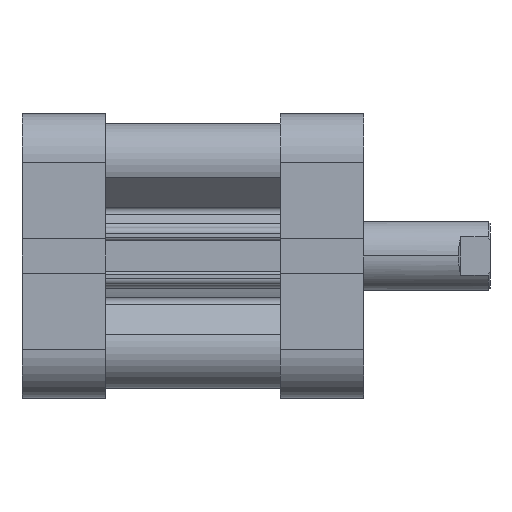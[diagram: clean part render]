
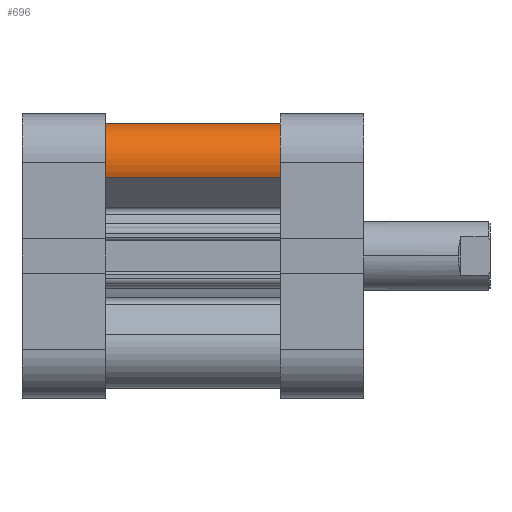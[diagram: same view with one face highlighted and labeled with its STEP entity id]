
A CAD part, front view. The second image highlights one B-rep face of the part: STEP entity #696.
In plain terms, the highlighted cylindrical face has radius 6.75 mm (diameter 13.5 mm), a partial arc.
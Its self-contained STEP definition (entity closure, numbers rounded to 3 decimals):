
#41 = EDGE_LOOP ( 'NONE', ( #1671, #1670, #1669, #1668 ) ) ;
#696 = ADVANCED_FACE ( 'NONE', ( #4005 ), #4008, .T. ) ;
#1668 = ORIENTED_EDGE ( 'NONE', *, *, #8300, .F. ) ;
#1669 = ORIENTED_EDGE ( 'NONE', *, *, #8305, .T. ) ;
#1670 = ORIENTED_EDGE ( 'NONE', *, *, #8285, .T. ) ;
#1671 = ORIENTED_EDGE ( 'NONE', *, *, #8291, .F. ) ;
#3048 = DIRECTION ( 'NONE',  ( -1., 0., 0. ) ) ;
#3049 = DIRECTION ( 'NONE',  ( 0., 0., -1. ) ) ;
#3050 = CARTESIAN_POINT ( 'NONE',  ( -16.25, -16.25, 30.5 ) ) ;
#4005 = FACE_OUTER_BOUND ( 'NONE', #41, .T. ) ;
#4008 = CYLINDRICAL_SURFACE ( 'NONE', #7369, 6.75 ) ;
#6359 = AXIS2_PLACEMENT_3D ( 'NONE', #9777, #9778, #9779 ) ;
#6365 = AXIS2_PLACEMENT_3D ( 'NONE', #9810, #9813, #9814 ) ;
#7369 = AXIS2_PLACEMENT_3D ( 'NONE', #3050, #3049, #3048 ) ;
#8285 = EDGE_CURVE ( 'NONE', #8385, #8462, #9136, .T. ) ;
#8291 = EDGE_CURVE ( 'NONE', #8385, #8939, #9149, .T. ) ;
#8300 = EDGE_CURVE ( 'NONE', #8939, #8392, #9160, .T. ) ;
#8305 = EDGE_CURVE ( 'NONE', #8462, #8392, #9168, .T. ) ;
#8385 = VERTEX_POINT ( 'NONE', #9912 ) ;
#8392 = VERTEX_POINT ( 'NONE', #9919 ) ;
#8462 = VERTEX_POINT ( 'NONE', #9989 ) ;
#8939 = VERTEX_POINT ( 'NONE', #10147 ) ;
#9133 = VECTOR ( 'NONE', #9765, 1000. ) ;
#9136 = LINE ( 'NONE', #9758, #9133 ) ;
#9149 = CIRCLE ( 'NONE', #6359, 6.75 ) ;
#9160 = LINE ( 'NONE', #9801, #9161 ) ;
#9161 = VECTOR ( 'NONE', #9802, 1000. ) ;
#9168 = CIRCLE ( 'NONE', #6365, 6.75 ) ;
#9758 = CARTESIAN_POINT ( 'NONE',  ( -23., -16.25, 30.5 ) ) ;
#9765 = DIRECTION ( 'NONE',  ( 0., 0., -1. ) ) ;
#9777 = CARTESIAN_POINT ( 'NONE',  ( -16.25, -16.25, 30.5 ) ) ;
#9778 = DIRECTION ( 'NONE',  ( 0., 0., 1. ) ) ;
#9779 = DIRECTION ( 'NONE',  ( -1., 0., 0. ) ) ;
#9801 = CARTESIAN_POINT ( 'NONE',  ( -13.633, -22.472, 30.5 ) ) ;
#9802 = DIRECTION ( 'NONE',  ( 0., 0., -1. ) ) ;
#9810 = CARTESIAN_POINT ( 'NONE',  ( -16.25, -16.25, 0. ) ) ;
#9813 = DIRECTION ( 'NONE',  ( 0., 0., 1. ) ) ;
#9814 = DIRECTION ( 'NONE',  ( -1., 0., 0. ) ) ;
#9912 = CARTESIAN_POINT ( 'NONE',  ( -23., -16.25, 30.5 ) ) ;
#9919 = CARTESIAN_POINT ( 'NONE',  ( -13.633, -22.472, 0. ) ) ;
#9989 = CARTESIAN_POINT ( 'NONE',  ( -23., -16.25, 0. ) ) ;
#10147 = CARTESIAN_POINT ( 'NONE',  ( -13.633, -22.472, 30.5 ) ) ;
